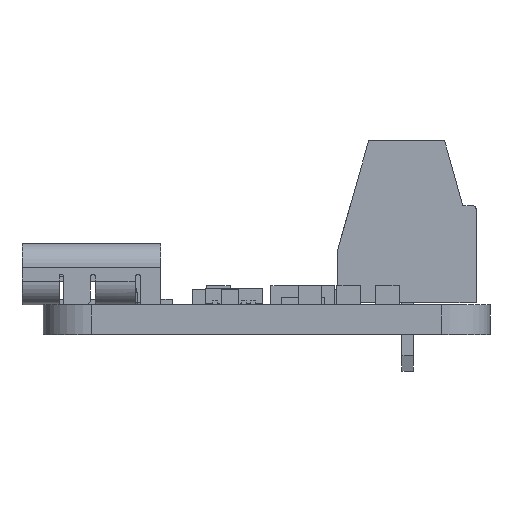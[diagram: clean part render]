
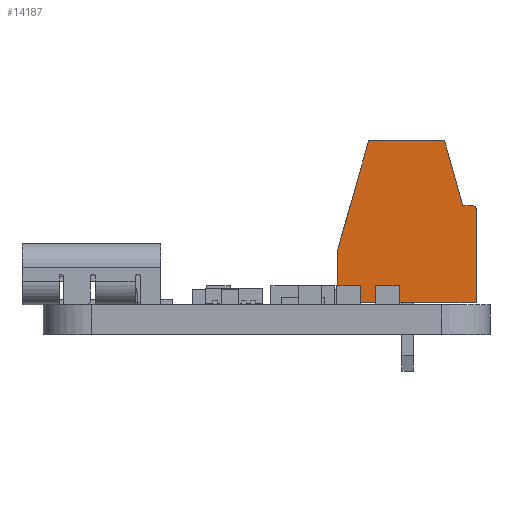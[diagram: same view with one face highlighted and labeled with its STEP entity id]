
A CAD part, left-side view. The second image highlights one B-rep face of the part: STEP entity #14187.
In plain terms, the highlighted face is planar.
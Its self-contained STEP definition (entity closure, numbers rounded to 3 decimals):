
#749=PLANE('',#15509);
#1493=FACE_OUTER_BOUND('',#2356,.T.);
#2356=EDGE_LOOP('',(#12677,#12678,#12679,#12680,#12681,#12682,#12683,#12684));
#3717=LINE('',#23121,#5178);
#3765=LINE('',#23837,#5226);
#3794=LINE('',#23892,#5255);
#3797=LINE('',#23897,#5258);
#3798=LINE('',#23901,#5259);
#3799=LINE('',#23903,#5260);
#3800=LINE('',#23904,#5261);
#5178=VECTOR('',#19040,1000.);
#5226=VECTOR('',#19216,1000.);
#5255=VECTOR('',#19253,1000.);
#5258=VECTOR('',#19258,1000.);
#5259=VECTOR('',#19261,1000.);
#5260=VECTOR('',#19262,1000.);
#5261=VECTOR('',#19263,1000.);
#5823=CIRCLE('',#15510,0.2);
#6952=VERTEX_POINT('',#23118);
#6953=VERTEX_POINT('',#23120);
#7026=VERTEX_POINT('',#23834);
#7027=VERTEX_POINT('',#23836);
#7050=VERTEX_POINT('',#23896);
#7051=VERTEX_POINT('',#23898);
#7052=VERTEX_POINT('',#23900);
#7053=VERTEX_POINT('',#23902);
#8823=EDGE_CURVE('',#6952,#6953,#3717,.T.);
#8924=EDGE_CURVE('',#7027,#7026,#3765,.T.);
#8953=EDGE_CURVE('',#6952,#7027,#3794,.T.);
#8956=EDGE_CURVE('',#7050,#7026,#3797,.T.);
#8957=EDGE_CURVE('',#7050,#7051,#5823,.T.);
#8958=EDGE_CURVE('',#7052,#7051,#3798,.T.);
#8959=EDGE_CURVE('',#7053,#7052,#3799,.T.);
#8960=EDGE_CURVE('',#6953,#7053,#3800,.T.);
#12677=ORIENTED_EDGE('',*,*,#8956,.F.);
#12678=ORIENTED_EDGE('',*,*,#8957,.T.);
#12679=ORIENTED_EDGE('',*,*,#8958,.F.);
#12680=ORIENTED_EDGE('',*,*,#8959,.F.);
#12681=ORIENTED_EDGE('',*,*,#8960,.F.);
#12682=ORIENTED_EDGE('',*,*,#8823,.F.);
#12683=ORIENTED_EDGE('',*,*,#8953,.T.);
#12684=ORIENTED_EDGE('',*,*,#8924,.T.);
#14187=ADVANCED_FACE('',(#1493),#749,.F.);
#15509=AXIS2_PLACEMENT_3D('',#23895,#19256,#19257);
#15510=AXIS2_PLACEMENT_3D('',#23899,#19259,#19260);
#19040=DIRECTION('',(0.,-0.274,-0.962));
#19216=DIRECTION('',(0.,-1.,0.));
#19253=DIRECTION('',(0.,0.,1.));
#19256=DIRECTION('center_axis',(-1.,0.,0.));
#19257=DIRECTION('ref_axis',(0.,1.,0.));
#19258=DIRECTION('',(0.,0.,1.));
#19259=DIRECTION('center_axis',(1.,0.,0.));
#19260=DIRECTION('ref_axis',(0.,1.,0.));
#19261=DIRECTION('',(0.,-1.,0.));
#19262=DIRECTION('',(0.,-0.269,0.963));
#19263=DIRECTION('',(0.,-1.,0.));
#23118=CARTESIAN_POINT('',(3.561,3.659,-4.38));
#23120=CARTESIAN_POINT('',(3.561,2.009,-10.18));
#23121=CARTESIAN_POINT('',(3.561,2.009,-10.18));
#23834=CARTESIAN_POINT('',(3.561,-3.641,-1.68));
#23836=CARTESIAN_POINT('',(3.561,3.659,-1.68));
#23837=CARTESIAN_POINT('',(3.561,-3.641,-1.68));
#23892=CARTESIAN_POINT('',(3.561,3.659,-10.18));
#23895=CARTESIAN_POINT('Origin',(3.561,-3.641,-10.18));
#23896=CARTESIAN_POINT('',(3.561,-3.641,-6.58));
#23897=CARTESIAN_POINT('',(3.561,-3.641,-10.18));
#23898=CARTESIAN_POINT('',(3.561,-3.441,-6.78));
#23899=CARTESIAN_POINT('Origin',(3.561,-3.441,-6.58));
#23900=CARTESIAN_POINT('',(3.561,-2.941,-6.78));
#23901=CARTESIAN_POINT('',(3.561,-2.941,-6.78));
#23902=CARTESIAN_POINT('',(3.561,-1.991,-10.18));
#23903=CARTESIAN_POINT('',(3.561,-1.991,-10.18));
#23904=CARTESIAN_POINT('',(3.561,-3.641,-10.18));
